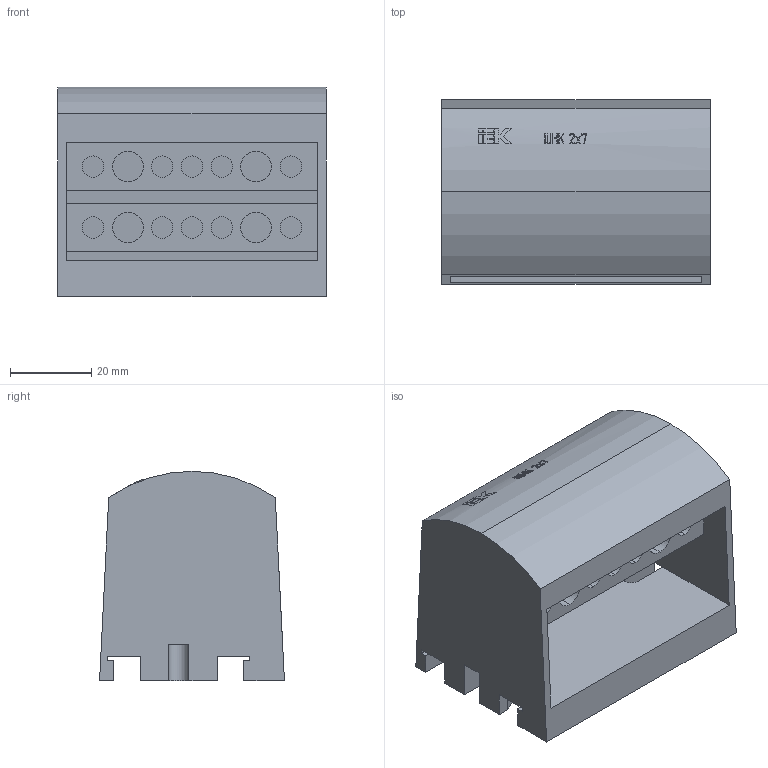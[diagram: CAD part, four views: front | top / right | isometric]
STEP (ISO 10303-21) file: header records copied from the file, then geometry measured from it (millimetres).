
FILE_DESCRIPTION (( 'STEP AP214' ), '1' );
FILE_NAME ('YND10-2-07-100 Øèíû íà DIN-ðåéêó â êîðïóñå (êðîññ-ìîäóëü) L+PEN 2õ7 ÈÝÊ.STEP', '2016-09-16T08:41:15', ( 'user' ), ( '' ), 'SwSTEP 2.0', 'SolidWorks 2014', '' );
FILE_SCHEMA (( 'AUTOMOTIVE_DESIGN' ));
Length unit declared in the file: millimetre
Products named in the file (1): YND10-2-07-100 Øèíû íà DIN-ðåéêó â êîðïóñå (êðîññ-ìîäóëü) L+PEN 2õ7 ÈÝÊ
Bounding box: 66 x 45.5 x 51.5 mm (x, y, z)
Volume: 39163 mm3; surface area: 31813 mm2
Topology: 1 solids, 1 shells, 247 faces, 707 edges, 470 vertices
Faces by surface type: plane 133, bspline 68, cylinder 46
Entity records: 10799 total; most frequent: CARTESIAN_POINT 4694, ORIENTED_EDGE 1414, DIRECTION 991, EDGE_CURVE 707, VERTEX_POINT 470, VECTOR 371, LINE 371, AXIS2_PLACEMENT_3D 310
